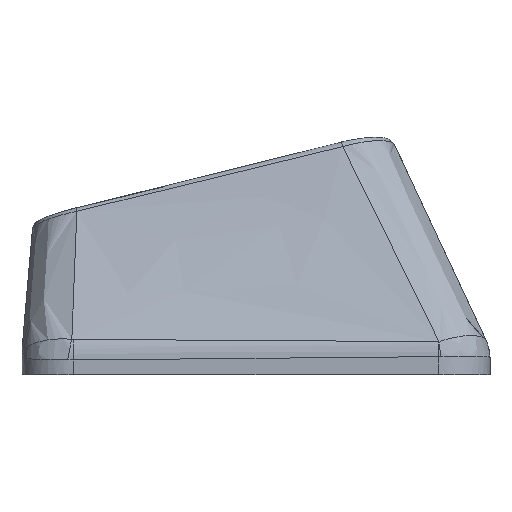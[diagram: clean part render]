
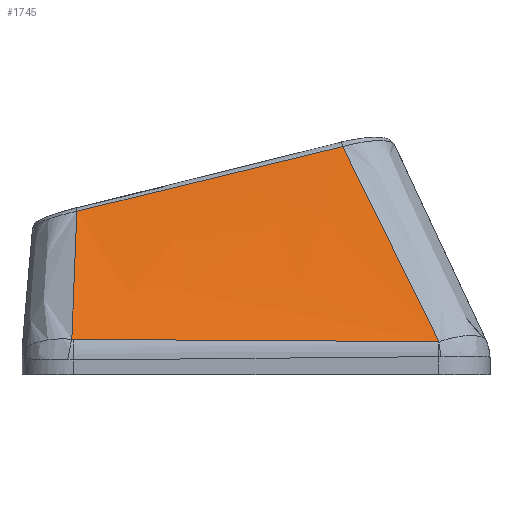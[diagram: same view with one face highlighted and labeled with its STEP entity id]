
A CAD part, left-side view. The second image highlights one B-rep face of the part: STEP entity #1745.
In plain terms, the highlighted free-form (B-spline) face has degree [3, 3] with [4, 4] control points.
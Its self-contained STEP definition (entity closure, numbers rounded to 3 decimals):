
#236=FACE_OUTER_BOUND('',#325,.T.);
#325=EDGE_LOOP('',(#1334,#1335,#1336,#1337,#1338,#1339));
#500=B_SPLINE_CURVE_WITH_KNOTS('',3,(#3574,#3575,#3576,#3577),
 .UNSPECIFIED.,.F.,.F.,(4,4),(0.,0.002),
 .UNSPECIFIED.);
#502=B_SPLINE_CURVE_WITH_KNOTS('',3,(#3601,#3602,#3603,#3604),
 .UNSPECIFIED.,.F.,.F.,(4,4),(0.,1.416),.UNSPECIFIED.);
#504=B_SPLINE_CURVE_WITH_KNOTS('',3,(#3628,#3629,#3630,#3631),
 .UNSPECIFIED.,.F.,.F.,(4,4),(0.,0.006),
 .UNSPECIFIED.);
#519=B_SPLINE_CURVE_WITH_KNOTS('',3,(#3913,#3914,#3915,#3916),
 .UNSPECIFIED.,.F.,.F.,(4,4),(0.026,0.928),
 .UNSPECIFIED.);
#520=B_SPLINE_CURVE_WITH_KNOTS('',3,(#3918,#3919,#3920,#3921),
 .UNSPECIFIED.,.F.,.F.,(4,4),(-1.061,0.),
 .UNSPECIFIED.);
#521=B_SPLINE_CURVE_WITH_KNOTS('',3,(#3922,#3923,#3924,#3925),
 .UNSPECIFIED.,.F.,.F.,(4,4),(-0.608,-0.02),
 .UNSPECIFIED.);
#697=VERTEX_POINT('',#3536);
#699=VERTEX_POINT('',#3567);
#701=VERTEX_POINT('',#3594);
#703=VERTEX_POINT('',#3621);
#719=VERTEX_POINT('',#3912);
#720=VERTEX_POINT('',#3917);
#923=EDGE_CURVE('',#697,#699,#500,.T.);
#926=EDGE_CURVE('',#699,#701,#502,.T.);
#929=EDGE_CURVE('',#701,#703,#504,.T.);
#953=EDGE_CURVE('',#719,#697,#519,.T.);
#954=EDGE_CURVE('',#720,#719,#520,.T.);
#955=EDGE_CURVE('',#703,#720,#521,.T.);
#1334=ORIENTED_EDGE('',*,*,#929,.F.);
#1335=ORIENTED_EDGE('',*,*,#926,.F.);
#1336=ORIENTED_EDGE('',*,*,#923,.F.);
#1337=ORIENTED_EDGE('',*,*,#953,.F.);
#1338=ORIENTED_EDGE('',*,*,#954,.F.);
#1339=ORIENTED_EDGE('',*,*,#955,.F.);
#1689=B_SPLINE_SURFACE_WITH_KNOTS('',3,3,((#3896,#3897,#3898,#3899),(#3900,
#3901,#3902,#3903),(#3904,#3905,#3906,#3907),(#3908,#3909,#3910,#3911)),
 .UNSPECIFIED.,.F.,.F.,.F.,(4,4),(4,4),(0.102,0.893),
(0.028,0.966),.UNSPECIFIED.);
#1745=ADVANCED_FACE('',(#236),#1689,.T.);
#3536=CARTESIAN_POINT('',(-16.107,-7.099,0.279));
#3567=CARTESIAN_POINT('',(-16.107,-7.077,0.278));
#3574=CARTESIAN_POINT('Ctrl Pts',(-16.107,-7.099,0.279));
#3575=CARTESIAN_POINT('Ctrl Pts',(-16.107,-7.092,0.278));
#3576=CARTESIAN_POINT('Ctrl Pts',(-16.107,-7.084,0.278));
#3577=CARTESIAN_POINT('Ctrl Pts',(-16.107,-7.077,0.278));
#3594=CARTESIAN_POINT('',(-15.993,7.091,0.367));
#3601=CARTESIAN_POINT('Ctrl Pts',(-16.107,-7.077,0.278));
#3602=CARTESIAN_POINT('Ctrl Pts',(-16.084,-2.355,0.302));
#3603=CARTESIAN_POINT('Ctrl Pts',(-16.054,2.367,0.331));
#3604=CARTESIAN_POINT('Ctrl Pts',(-15.993,7.091,0.367));
#3621=CARTESIAN_POINT('',(-15.989,7.148,0.372));
#3628=CARTESIAN_POINT('Ctrl Pts',(-15.993,7.091,0.367));
#3629=CARTESIAN_POINT('Ctrl Pts',(-15.992,7.11,0.367));
#3630=CARTESIAN_POINT('Ctrl Pts',(-15.991,7.129,0.369));
#3631=CARTESIAN_POINT('Ctrl Pts',(-15.989,7.148,0.372));
#3896=CARTESIAN_POINT('Ctrl Pts',(-12.874,-3.779,7.948));
#3897=CARTESIAN_POINT('Ctrl Pts',(-13.952,-4.886,5.392));
#3898=CARTESIAN_POINT('Ctrl Pts',(-15.029,-5.993,2.835));
#3899=CARTESIAN_POINT('Ctrl Pts',(-16.107,-7.1,0.278));
#3900=CARTESIAN_POINT('Ctrl Pts',(-12.874,-0.128,7.064));
#3901=CARTESIAN_POINT('Ctrl Pts',(-13.952,-0.869,
4.792));
#3902=CARTESIAN_POINT('Ctrl Pts',(-15.029,-1.61,2.52));
#3903=CARTESIAN_POINT('Ctrl Pts',(-16.107,-2.351,0.247));
#3904=CARTESIAN_POINT('Ctrl Pts',(-12.874,3.523,6.18));
#3905=CARTESIAN_POINT('Ctrl Pts',(-13.952,3.148,4.192));
#3906=CARTESIAN_POINT('Ctrl Pts',(-15.029,2.773,2.204));
#3907=CARTESIAN_POINT('Ctrl Pts',(-16.107,2.398,0.216));
#3908=CARTESIAN_POINT('Ctrl Pts',(-12.874,7.173,5.296));
#3909=CARTESIAN_POINT('Ctrl Pts',(-13.952,7.165,3.593));
#3910=CARTESIAN_POINT('Ctrl Pts',(-15.029,7.156,1.889));
#3911=CARTESIAN_POINT('Ctrl Pts',(-16.107,7.147,0.185));
#3912=CARTESIAN_POINT('',(-12.874,-3.36,7.847));
#3913=CARTESIAN_POINT('Ctrl Pts',(-12.874,-3.36,7.847));
#3914=CARTESIAN_POINT('Ctrl Pts',(-13.966,-4.617,5.333));
#3915=CARTESIAN_POINT('Ctrl Pts',(-15.04,-5.861,2.809));
#3916=CARTESIAN_POINT('Ctrl Pts',(-16.107,-7.099,0.279));
#3917=CARTESIAN_POINT('',(-12.883,6.951,5.337));
#3918=CARTESIAN_POINT('Ctrl Pts',(-12.883,6.951,5.337));
#3919=CARTESIAN_POINT('Ctrl Pts',(-12.882,3.513,6.168));
#3920=CARTESIAN_POINT('Ctrl Pts',(-12.878,0.076,
7.006));
#3921=CARTESIAN_POINT('Ctrl Pts',(-12.874,-3.36,7.847));
#3922=CARTESIAN_POINT('Ctrl Pts',(-15.989,7.148,0.372));
#3923=CARTESIAN_POINT('Ctrl Pts',(-14.945,7.067,2.024));
#3924=CARTESIAN_POINT('Ctrl Pts',(-13.91,6.998,3.679));
#3925=CARTESIAN_POINT('Ctrl Pts',(-12.883,6.951,5.337));
